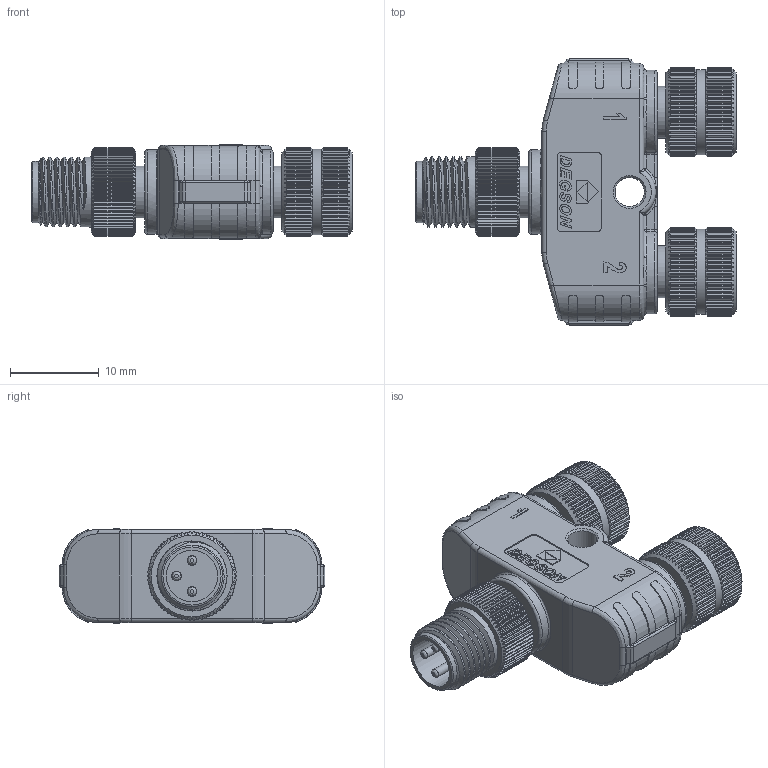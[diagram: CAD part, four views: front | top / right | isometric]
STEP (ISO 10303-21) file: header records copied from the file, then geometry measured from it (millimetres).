
FILE_DESCRIPTION(/* description */ (''),/* implementation_level */ '2;1');
FILE_NAME(/* name */ 'FY-M8A-03M-M8A-03F-T-0100.stp',/* time_stamp */ '2020-04-24T16:52:05+08:00',/* author */ (''),/* organization */ (''),/* preprocessor_version */ 'ST-DEVELOPER v16.7',/* originating_system */ 'SIEMENS PLM Software NX 12.0',/* authorisation */ '');
FILE_SCHEMA (('AUTOMOTIVE_DESIGN { 1 0 10303 214 3 1 1 1 }'));
Products named in the file (1): FY-M8A-03M-M8A-03F-T-0100
Bounding box: 36.1 x 30 x 10.7 mm (x, y, z)
Volume: 5023.2 mm3; surface area: 3991.6 mm2
Topology: 1 solids, 1 shells, 2548 faces, 7115 edges, 4608 vertices
Faces by surface type: plane 1699, cylinder 450, cone 269, torus 54, bspline 44, extrusion 24, sphere 8
Full cylindrical faces by diameter (mm): 1 x3, 1.1 x9, 1.2 x6, 1.4 x9, 3.3 x1, 5.65 x2, 5.8 x1, 5.85 x3, 6.9 x1, 7.2 x2, 7.9 x5, 8.2 x2, 9.5 x1, 9.6 x2
Entity records: 87294 total; most frequent: CARTESIAN_POINT 26429, ORIENTED_EDGE 13928, DIRECTION 10855, EDGE_CURVE 6964, VERTEX_POINT 4560, AXIS2_PLACEMENT_3D 3719, VECTOR 3417, LINE 3393
